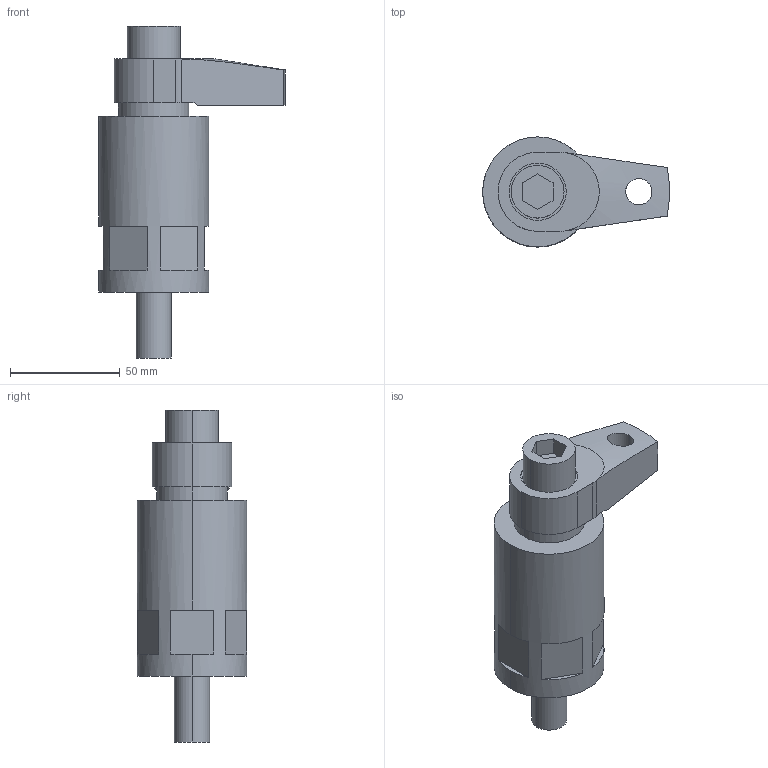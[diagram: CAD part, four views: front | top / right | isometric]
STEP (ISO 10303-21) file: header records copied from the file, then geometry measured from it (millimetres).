
FILE_DESCRIPTION (( 'STEP AP203' ), '1' );
FILE_NAME ('bj130-16160a1.STEP', '2021-10-25T01:09:40', ( '' ), ( '' ), 'SwSTEP 2.0', 'SolidWorks 2020', '' );
FILE_SCHEMA (( 'CONFIG_CONTROL_DESIGN' ));
Length unit declared in the file: millimetre
Products named in the file (4): bj130-16160a1_01; bj130-16160a1_03; bj130-16160a1; bj130-16160a1_02
Assembly tree (3 placements, depth 2):
  bj130-16160a1
    bj130-16160a1_01
    bj130-16160a1_02
    bj130-16160a1_03
Bounding box: 84.89 x 50 x 151 mm (x, y, z)
Volume: 204630.1 mm3; surface area: 46299.5 mm2
Topology: 3 solids, 3 shells, 69 faces, 154 edges, 102 vertices
Faces by surface type: plane 42, cylinder 25, cone 2
Entity records: 2462 total; most frequent: CARTESIAN_POINT 447, DIRECTION 363, ORIENTED_EDGE 308, EDGE_CURVE 154, AXIS2_PLACEMENT_3D 141, VERTEX_POINT 102, EDGE_LOOP 84, LINE 81
